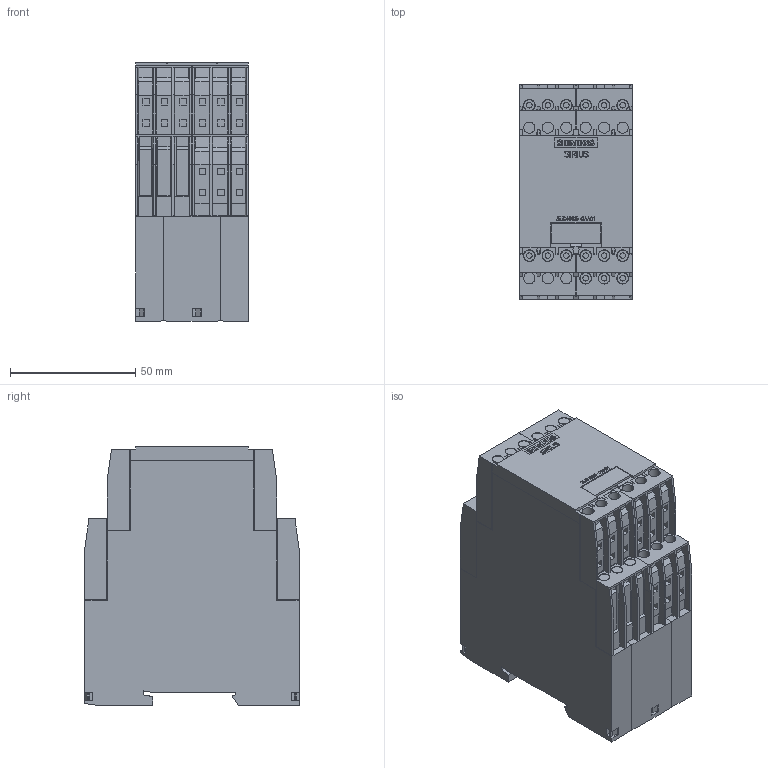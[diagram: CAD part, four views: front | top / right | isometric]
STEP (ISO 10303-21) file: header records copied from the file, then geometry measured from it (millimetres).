
FILE_DESCRIPTION(('STEP AP214'),'1');
FILE_NAME('cctmp_B7E2FF7B-2B17-4844-AF89-6F188F2BA707_2023_07_24_20_05_31_0073..stp','2023-07-24T18:05:32',('SIEMENS A&D'),('CADClick - www.CADClick.com'),'Spatial InterOp 3D postprocessed',' ','unknown authorization');
FILE_SCHEMA(('AUTOMOTIVE_DESIGN'));
Length unit declared in the file: millimetre
Products named in the file (1): 2023_07_24_20_05_30_0995
Bounding box: 45 x 85.65 x 103.4 mm (x, y, z)
Volume: 221724 mm3; surface area: 85986.2 mm2
Topology: 1 solids, 1 shells, 2139 faces, 5753 edges, 3777 vertices
Faces by surface type: plane 1956, cylinder 183
Entity records: 72354 total; most frequent: CARTESIAN_POINT 11670, ORIENTED_EDGE 11506, DIRECTION 10544, EDGE_CURVE 5753, LINE 5242, VECTOR 5242, VERTEX_POINT 3777, AXIS2_PLACEMENT_3D 2651
